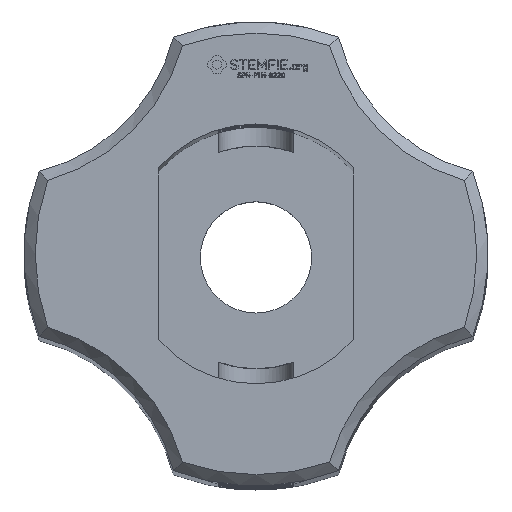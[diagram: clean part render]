
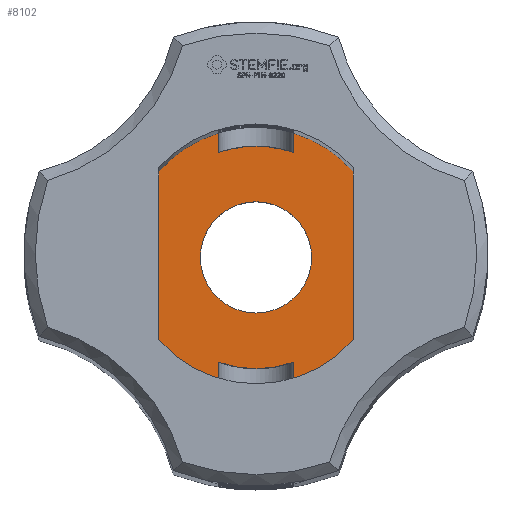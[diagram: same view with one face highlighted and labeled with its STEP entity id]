
A CAD part, top view. The second image highlights one B-rep face of the part: STEP entity #8102.
In plain terms, the highlighted planar face has unit normal (0, 0, 1).
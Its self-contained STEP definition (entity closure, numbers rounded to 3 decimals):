
#2049 = VERTEX_POINT('',#2050);
#2050 = CARTESIAN_POINT('',(2.829,0.998,11.));
#2073 = EDGE_CURVE('',#2074,#2049,#2076,.T.);
#2074 = VERTEX_POINT('',#2075);
#2075 = CARTESIAN_POINT('',(2.625,0.998,11.));
#2076 = LINE('',#2077,#2078);
#2077 = CARTESIAN_POINT('',(68.644,0.998,11.));
#2078 = VECTOR('',#2079,1.);
#2079 = DIRECTION('',(1.,0.,0.));
#2082 = VERTEX_POINT('',#2083);
#2083 = CARTESIAN_POINT('',(2.625,-0.998,11.));
#2090 = EDGE_CURVE('',#2082,#2091,#2093,.T.);
#2091 = VERTEX_POINT('',#2092);
#2092 = CARTESIAN_POINT('',(2.829,-0.998,11.));
#2093 = LINE('',#2094,#2095);
#2094 = CARTESIAN_POINT('',(68.644,-0.998,11.));
#2095 = VECTOR('',#2096,1.);
#2096 = DIRECTION('',(1.,0.,0.));
#8000 = EDGE_CURVE('',#8001,#2074,#8003,.T.);
#8001 = VERTEX_POINT('',#8002);
#8002 = CARTESIAN_POINT('',(2.625,2.315,11.));
#8003 = LINE('',#8004,#8005);
#8004 = CARTESIAN_POINT('',(2.625,2.315,11.));
#8005 = VECTOR('',#8006,1.);
#8006 = DIRECTION('',(0.,-1.,0.));
#8016 = VERTEX_POINT('',#8017);
#8017 = CARTESIAN_POINT('',(2.625,-2.315,11.));
#8023 = EDGE_CURVE('',#2082,#8016,#8024,.T.);
#8024 = LINE('',#8025,#8026);
#8025 = CARTESIAN_POINT('',(2.625,2.315,11.));
#8026 = VECTOR('',#8027,1.);
#8027 = DIRECTION('',(0.,-1.,0.));
#8089 = EDGE_CURVE('',#2049,#2091,#8090,.T.);
#8090 = CIRCLE('',#8091,3.);
#8091 = AXIS2_PLACEMENT_3D('',#8092,#8093,#8094);
#8092 = CARTESIAN_POINT('',(0.,0.,11.));
#8093 = DIRECTION('',(0.,0.,-1.));
#8094 = DIRECTION('',(0.,1.,0.));
#8102 = ADVANCED_FACE('',(#8103,#8244),#8255,.T.);
#8103 = FACE_BOUND('',#8104,.T.);
#8104 = EDGE_LOOP('',(#8105,#8106,#8107,#8108,#8109,#8118,#8126,#8135,
    #8144,#8152,#8161,#8169,#8177,#8186,#8194,#8202,#8211,#8219,#8228,
    #8236,#8243));
#8105 = ORIENTED_EDGE('',*,*,#2090,.T.);
#8106 = ORIENTED_EDGE('',*,*,#8089,.F.);
#8107 = ORIENTED_EDGE('',*,*,#2073,.F.);
#8108 = ORIENTED_EDGE('',*,*,#8000,.F.);
#8109 = ORIENTED_EDGE('',*,*,#8110,.T.);
#8110 = EDGE_CURVE('',#8001,#8111,#8113,.T.);
#8111 = VERTEX_POINT('',#8112);
#8112 = CARTESIAN_POINT('',(0.998,3.355,11.));
#8113 = CIRCLE('',#8114,3.5);
#8114 = AXIS2_PLACEMENT_3D('',#8115,#8116,#8117);
#8115 = CARTESIAN_POINT('',(0.,0.,11.));
#8116 = DIRECTION('',(0.,0.,1.));
#8117 = DIRECTION('',(1.,0.,0.));
#8118 = ORIENTED_EDGE('',*,*,#8119,.T.);
#8119 = EDGE_CURVE('',#8111,#8120,#8122,.T.);
#8120 = VERTEX_POINT('',#8121);
#8121 = CARTESIAN_POINT('',(0.998,2.829,11.));
#8122 = LINE('',#8123,#8124);
#8123 = CARTESIAN_POINT('',(0.998,-68.644,11.));
#8124 = VECTOR('',#8125,1.);
#8125 = DIRECTION('',(0.,-1.,0.));
#8126 = ORIENTED_EDGE('',*,*,#8127,.F.);
#8127 = EDGE_CURVE('',#8128,#8120,#8130,.T.);
#8128 = VERTEX_POINT('',#8129);
#8129 = CARTESIAN_POINT('',(0.,3.,11.));
#8130 = CIRCLE('',#8131,3.);
#8131 = AXIS2_PLACEMENT_3D('',#8132,#8133,#8134);
#8132 = CARTESIAN_POINT('',(0.,0.,11.));
#8133 = DIRECTION('',(0.,0.,-1.));
#8134 = DIRECTION('',(0.,1.,0.));
#8135 = ORIENTED_EDGE('',*,*,#8136,.F.);
#8136 = EDGE_CURVE('',#8137,#8128,#8139,.T.);
#8137 = VERTEX_POINT('',#8138);
#8138 = CARTESIAN_POINT('',(-0.998,2.829,11.));
#8139 = CIRCLE('',#8140,3.);
#8140 = AXIS2_PLACEMENT_3D('',#8141,#8142,#8143);
#8141 = CARTESIAN_POINT('',(0.,0.,11.));
#8142 = DIRECTION('',(0.,0.,-1.));
#8143 = DIRECTION('',(0.,1.,0.));
#8144 = ORIENTED_EDGE('',*,*,#8145,.F.);
#8145 = EDGE_CURVE('',#8146,#8137,#8148,.T.);
#8146 = VERTEX_POINT('',#8147);
#8147 = CARTESIAN_POINT('',(-0.998,3.355,11.));
#8148 = LINE('',#8149,#8150);
#8149 = CARTESIAN_POINT('',(-0.998,-68.644,11.));
#8150 = VECTOR('',#8151,1.);
#8151 = DIRECTION('',(0.,-1.,0.));
#8152 = ORIENTED_EDGE('',*,*,#8153,.T.);
#8153 = EDGE_CURVE('',#8146,#8154,#8156,.T.);
#8154 = VERTEX_POINT('',#8155);
#8155 = CARTESIAN_POINT('',(-2.625,2.315,11.));
#8156 = CIRCLE('',#8157,3.5);
#8157 = AXIS2_PLACEMENT_3D('',#8158,#8159,#8160);
#8158 = CARTESIAN_POINT('',(0.,0.,11.));
#8159 = DIRECTION('',(0.,0.,1.));
#8160 = DIRECTION('',(1.,0.,0.));
#8161 = ORIENTED_EDGE('',*,*,#8162,.T.);
#8162 = EDGE_CURVE('',#8154,#8163,#8165,.T.);
#8163 = VERTEX_POINT('',#8164);
#8164 = CARTESIAN_POINT('',(-2.625,0.998,11.));
#8165 = LINE('',#8166,#8167);
#8166 = CARTESIAN_POINT('',(-2.625,2.315,11.));
#8167 = VECTOR('',#8168,1.);
#8168 = DIRECTION('',(0.,-1.,0.));
#8169 = ORIENTED_EDGE('',*,*,#8170,.F.);
#8170 = EDGE_CURVE('',#8171,#8163,#8173,.T.);
#8171 = VERTEX_POINT('',#8172);
#8172 = CARTESIAN_POINT('',(-2.829,0.998,11.));
#8173 = LINE('',#8174,#8175);
#8174 = CARTESIAN_POINT('',(68.644,0.998,11.));
#8175 = VECTOR('',#8176,1.);
#8176 = DIRECTION('',(1.,0.,0.));
#8177 = ORIENTED_EDGE('',*,*,#8178,.F.);
#8178 = EDGE_CURVE('',#8179,#8171,#8181,.T.);
#8179 = VERTEX_POINT('',#8180);
#8180 = CARTESIAN_POINT('',(-2.829,-0.998,11.));
#8181 = CIRCLE('',#8182,3.);
#8182 = AXIS2_PLACEMENT_3D('',#8183,#8184,#8185);
#8183 = CARTESIAN_POINT('',(0.,0.,11.));
#8184 = DIRECTION('',(0.,0.,-1.));
#8185 = DIRECTION('',(0.,1.,0.));
#8186 = ORIENTED_EDGE('',*,*,#8187,.T.);
#8187 = EDGE_CURVE('',#8179,#8188,#8190,.T.);
#8188 = VERTEX_POINT('',#8189);
#8189 = CARTESIAN_POINT('',(-2.625,-0.998,11.));
#8190 = LINE('',#8191,#8192);
#8191 = CARTESIAN_POINT('',(68.644,-0.998,11.));
#8192 = VECTOR('',#8193,1.);
#8193 = DIRECTION('',(1.,0.,0.));
#8194 = ORIENTED_EDGE('',*,*,#8195,.T.);
#8195 = EDGE_CURVE('',#8188,#8196,#8198,.T.);
#8196 = VERTEX_POINT('',#8197);
#8197 = CARTESIAN_POINT('',(-2.625,-2.315,11.));
#8198 = LINE('',#8199,#8200);
#8199 = CARTESIAN_POINT('',(-2.625,2.315,11.));
#8200 = VECTOR('',#8201,1.);
#8201 = DIRECTION('',(0.,-1.,0.));
#8202 = ORIENTED_EDGE('',*,*,#8203,.T.);
#8203 = EDGE_CURVE('',#8196,#8204,#8206,.T.);
#8204 = VERTEX_POINT('',#8205);
#8205 = CARTESIAN_POINT('',(-0.998,-3.355,11.));
#8206 = CIRCLE('',#8207,3.5);
#8207 = AXIS2_PLACEMENT_3D('',#8208,#8209,#8210);
#8208 = CARTESIAN_POINT('',(0.,0.,11.));
#8209 = DIRECTION('',(0.,0.,1.));
#8210 = DIRECTION('',(1.,0.,0.));
#8211 = ORIENTED_EDGE('',*,*,#8212,.F.);
#8212 = EDGE_CURVE('',#8213,#8204,#8215,.T.);
#8213 = VERTEX_POINT('',#8214);
#8214 = CARTESIAN_POINT('',(-0.998,-2.829,11.));
#8215 = LINE('',#8216,#8217);
#8216 = CARTESIAN_POINT('',(-0.998,-68.644,11.));
#8217 = VECTOR('',#8218,1.);
#8218 = DIRECTION('',(0.,-1.,0.));
#8219 = ORIENTED_EDGE('',*,*,#8220,.F.);
#8220 = EDGE_CURVE('',#8221,#8213,#8223,.T.);
#8221 = VERTEX_POINT('',#8222);
#8222 = CARTESIAN_POINT('',(0.998,-2.829,11.));
#8223 = CIRCLE('',#8224,3.);
#8224 = AXIS2_PLACEMENT_3D('',#8225,#8226,#8227);
#8225 = CARTESIAN_POINT('',(0.,0.,11.));
#8226 = DIRECTION('',(0.,0.,-1.));
#8227 = DIRECTION('',(0.,1.,0.));
#8228 = ORIENTED_EDGE('',*,*,#8229,.T.);
#8229 = EDGE_CURVE('',#8221,#8230,#8232,.T.);
#8230 = VERTEX_POINT('',#8231);
#8231 = CARTESIAN_POINT('',(0.998,-3.355,11.));
#8232 = LINE('',#8233,#8234);
#8233 = CARTESIAN_POINT('',(0.998,-68.644,11.));
#8234 = VECTOR('',#8235,1.);
#8235 = DIRECTION('',(0.,-1.,0.));
#8236 = ORIENTED_EDGE('',*,*,#8237,.T.);
#8237 = EDGE_CURVE('',#8230,#8016,#8238,.T.);
#8238 = CIRCLE('',#8239,3.5);
#8239 = AXIS2_PLACEMENT_3D('',#8240,#8241,#8242);
#8240 = CARTESIAN_POINT('',(0.,0.,11.));
#8241 = DIRECTION('',(0.,0.,1.));
#8242 = DIRECTION('',(1.,0.,0.));
#8243 = ORIENTED_EDGE('',*,*,#8023,.F.);
#8244 = FACE_BOUND('',#8245,.T.);
#8245 = EDGE_LOOP('',(#8246));
#8246 = ORIENTED_EDGE('',*,*,#8247,.T.);
#8247 = EDGE_CURVE('',#8248,#8248,#8250,.T.);
#8248 = VERTEX_POINT('',#8249);
#8249 = CARTESIAN_POINT('',(0.,1.5,11.));
#8250 = CIRCLE('',#8251,1.5);
#8251 = AXIS2_PLACEMENT_3D('',#8252,#8253,#8254);
#8252 = CARTESIAN_POINT('',(0.,0.,11.));
#8253 = DIRECTION('',(0.,0.,-1.));
#8254 = DIRECTION('',(0.,1.,0.));
#8255 = PLANE('',#8256);
#8256 = AXIS2_PLACEMENT_3D('',#8257,#8258,#8259);
#8257 = CARTESIAN_POINT('',(0.,0.001,11.)
  );
#8258 = DIRECTION('',(0.,0.,1.));
#8259 = DIRECTION('',(0.,1.,0.));
